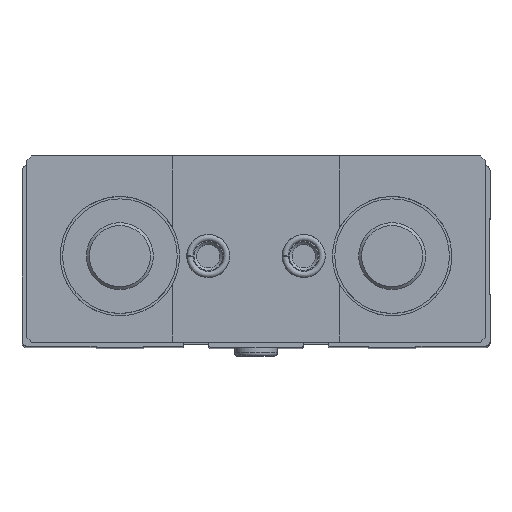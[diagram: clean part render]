
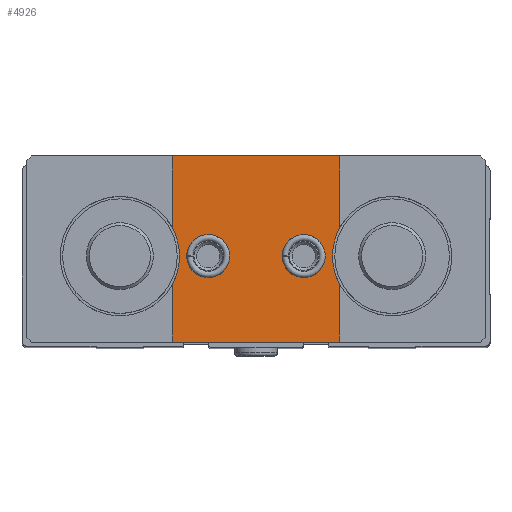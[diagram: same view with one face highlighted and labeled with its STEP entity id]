
A CAD part, top view. The second image highlights one B-rep face of the part: STEP entity #4926.
In plain terms, the highlighted planar face has unit normal (0, 0, 1).
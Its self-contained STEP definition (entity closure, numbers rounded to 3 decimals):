
#304=LINE('',#8160,#626);
#306=LINE('',#8164,#628);
#312=LINE('',#8178,#634);
#314=LINE('',#8182,#636);
#348=LINE('',#8261,#670);
#356=LINE('',#8275,#678);
#626=VECTOR('',#6633,1000.);
#628=VECTOR('',#6637,1000.);
#634=VECTOR('',#6645,1000.);
#636=VECTOR('',#6649,1000.);
#670=VECTOR('',#6719,1000.);
#678=VECTOR('',#6731,1000.);
#823=PLANE('',#5496);
#1129=CIRCLE('',#5497,4.5);
#1130=CIRCLE('',#5498,4.5);
#1131=CIRCLE('',#5499,12.5);
#1132=CIRCLE('',#5500,12.5);
#2069=ORIENTED_EDGE('',*,*,#2935,.F.);
#2070=ORIENTED_EDGE('',*,*,#2936,.F.);
#2071=ORIENTED_EDGE('',*,*,#2856,.T.);
#2072=ORIENTED_EDGE('',*,*,#2937,.T.);
#2073=ORIENTED_EDGE('',*,*,#2858,.T.);
#2074=ORIENTED_EDGE('',*,*,#2916,.T.);
#2075=ORIENTED_EDGE('',*,*,#2864,.T.);
#2076=ORIENTED_EDGE('',*,*,#2938,.T.);
#2077=ORIENTED_EDGE('',*,*,#2866,.T.);
#2078=ORIENTED_EDGE('',*,*,#2908,.T.);
#2856=EDGE_CURVE('',#3407,#3406,#304,.T.);
#2858=EDGE_CURVE('',#3408,#3409,#306,.T.);
#2864=EDGE_CURVE('',#3415,#3414,#312,.T.);
#2866=EDGE_CURVE('',#3416,#3417,#314,.T.);
#2908=EDGE_CURVE('',#3417,#3407,#348,.T.);
#2916=EDGE_CURVE('',#3409,#3415,#356,.T.);
#2935=EDGE_CURVE('',#3453,#3453,#1129,.T.);
#2936=EDGE_CURVE('',#3454,#3454,#1130,.T.);
#2937=EDGE_CURVE('',#3406,#3408,#1131,.F.);
#2938=EDGE_CURVE('',#3414,#3416,#1132,.F.);
#3406=VERTEX_POINT('',#8159);
#3407=VERTEX_POINT('',#8161);
#3408=VERTEX_POINT('',#8165);
#3409=VERTEX_POINT('',#8166);
#3414=VERTEX_POINT('',#8177);
#3415=VERTEX_POINT('',#8179);
#3416=VERTEX_POINT('',#8183);
#3417=VERTEX_POINT('',#8184);
#3453=VERTEX_POINT('',#8306);
#3454=VERTEX_POINT('',#8308);
#3897=EDGE_LOOP('',(#2069));
#3898=EDGE_LOOP('',(#2070));
#3899=EDGE_LOOP('',(#2071,#2072,#2073,#2074,#2075,#2076,#2077,#2078));
#4415=FACE_BOUND('',#3897,.T.);
#4416=FACE_BOUND('',#3898,.T.);
#4417=FACE_BOUND('',#3899,.T.);
#4926=ADVANCED_FACE('',(#4415,#4416,#4417),#823,.T.);
#5496=AXIS2_PLACEMENT_3D('',#8304,#6763,#6764);
#5497=AXIS2_PLACEMENT_3D('',#8305,#6765,#6766);
#5498=AXIS2_PLACEMENT_3D('',#8307,#6767,#6768);
#5499=AXIS2_PLACEMENT_3D('',#8309,#6769,#6770);
#5500=AXIS2_PLACEMENT_3D('',#8310,#6771,#6772);
#6633=DIRECTION('',(0.,-1.,0.));
#6637=DIRECTION('',(0.,-1.,0.));
#6645=DIRECTION('',(0.,1.,0.));
#6649=DIRECTION('',(0.,1.,0.));
#6719=DIRECTION('',(-1.,0.,0.));
#6731=DIRECTION('',(1.,0.,0.));
#6763=DIRECTION('',(0.,0.,1.));
#6764=DIRECTION('',(1.,0.,0.));
#6765=DIRECTION('',(0.,0.,1.));
#6766=DIRECTION('',(1.,0.,0.));
#6767=DIRECTION('',(0.,0.,1.));
#6768=DIRECTION('',(1.,0.,0.));
#6769=DIRECTION('',(0.,0.,1.));
#6770=DIRECTION('',(1.,0.,0.));
#6771=DIRECTION('',(0.,0.,1.));
#6772=DIRECTION('',(1.,0.,0.));
#8159=CARTESIAN_POINT('',(-17.5,5.937,30.));
#8160=CARTESIAN_POINT('',(-17.5,0.,30.));
#8161=CARTESIAN_POINT('',(-17.5,21.,30.));
#8164=CARTESIAN_POINT('',(-17.5,0.,30.));
#8165=CARTESIAN_POINT('',(-17.5,-5.937,30.));
#8166=CARTESIAN_POINT('',(-17.5,-18.,30.));
#8177=CARTESIAN_POINT('',(17.5,-5.937,30.));
#8178=CARTESIAN_POINT('',(17.5,0.,30.));
#8179=CARTESIAN_POINT('',(17.5,-18.,30.));
#8182=CARTESIAN_POINT('',(17.5,0.,30.));
#8183=CARTESIAN_POINT('',(17.5,5.937,30.));
#8184=CARTESIAN_POINT('',(17.5,21.,30.));
#8261=CARTESIAN_POINT('',(48.,21.,30.));
#8275=CARTESIAN_POINT('',(-48.,-18.,30.));
#8304=CARTESIAN_POINT('',(0.,0.,30.));
#8305=CARTESIAN_POINT('',(-10.,0.,30.));
#8306=CARTESIAN_POINT('',(-5.5,0.,30.));
#8307=CARTESIAN_POINT('',(10.,0.,30.));
#8308=CARTESIAN_POINT('',(14.5,0.,30.));
#8309=CARTESIAN_POINT('',(-28.5,0.,30.));
#8310=CARTESIAN_POINT('',(28.5,0.,30.));
